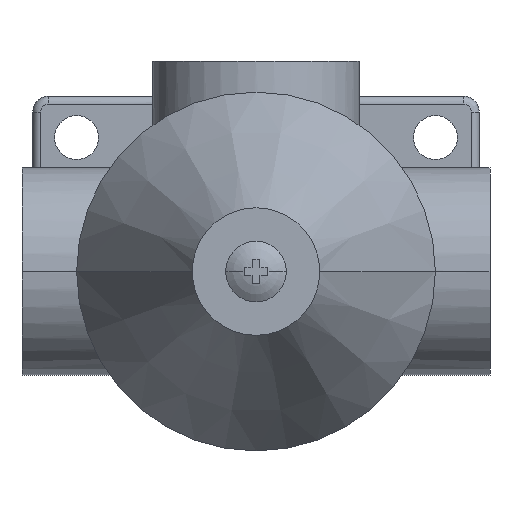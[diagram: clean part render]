
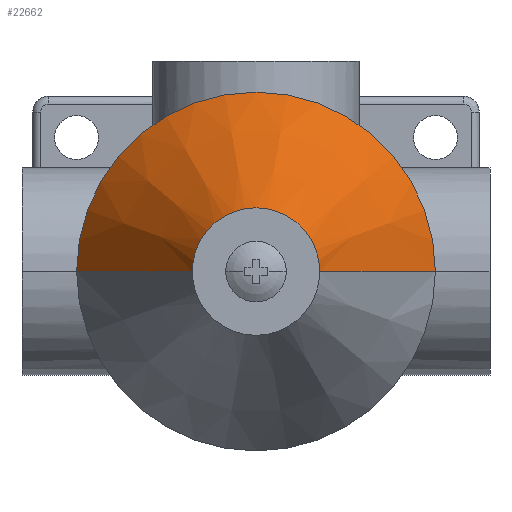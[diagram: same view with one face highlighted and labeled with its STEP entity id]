
A CAD part, front view. The second image highlights one B-rep face of the part: STEP entity #22662.
In plain terms, the highlighted conical face has half-angle 30.114 degrees and reference radius 15.25 mm.
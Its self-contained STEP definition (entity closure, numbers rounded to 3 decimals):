
#22488=DIRECTION('',(-0.502,-0.865,0.));
#22489=VECTOR('',#22488,28.901);
#22490=CARTESIAN_POINT('',(-8.,70.,0.));
#22491=LINE('',#22490,#22489);
#22492=CARTESIAN_POINT('',(0.,70.,0.));
#22493=DIRECTION('',(0.,1.,0.));
#22494=DIRECTION('',(-1.,0.,0.));
#22495=AXIS2_PLACEMENT_3D('',#22492,#22493,#22494);
#22497=DIRECTION('',(0.502,-0.865,0.));
#22498=VECTOR('',#22497,28.901);
#22499=CARTESIAN_POINT('',(8.,70.,0.));
#22500=LINE('',#22499,#22498);
#22515=CARTESIAN_POINT('',(0.,45.,0.));
#22516=DIRECTION('',(0.,1.,0.));
#22517=DIRECTION('',(-1.,0.,0.));
#22518=AXIS2_PLACEMENT_3D('',#22515,#22516,#22517);
#22598=CARTESIAN_POINT('',(-8.,70.,0.));
#22599=CARTESIAN_POINT('',(-22.5,45.,0.));
#22600=VERTEX_POINT('',#22598);
#22601=VERTEX_POINT('',#22599);
#22604=CARTESIAN_POINT('',(8.,70.,0.));
#22605=CARTESIAN_POINT('',(22.5,45.,0.));
#22606=VERTEX_POINT('',#22604);
#22607=VERTEX_POINT('',#22605);
#22648=CARTESIAN_POINT('',(0.,57.5,0.));
#22649=DIRECTION('',(0.,-1.,0.));
#22650=DIRECTION('',(-1.,0.,0.));
#22651=AXIS2_PLACEMENT_3D('',#22648,#22649,#22650);
#22652=CONICAL_SURFACE('',#22651,15.25,30.114);
#22654=ORIENTED_EDGE('',*,*,#22653,.F.);
#22655=ORIENTED_EDGE('',*,*,#22635,.T.);
#22657=ORIENTED_EDGE('',*,*,#22656,.T.);
#22659=ORIENTED_EDGE('',*,*,#22658,.F.);
#22660=EDGE_LOOP('',(#22654,#22655,#22657,#22659));
#22661=FACE_OUTER_BOUND('',#22660,.F.);
#22496=CIRCLE('',#22495,8.);
#22519=CIRCLE('',#22518,22.5);
#22635=EDGE_CURVE('',#22600,#22606,#22496,.T.);
#22653=EDGE_CURVE('',#22600,#22601,#22491,.T.);
#22656=EDGE_CURVE('',#22606,#22607,#22500,.T.);
#22658=EDGE_CURVE('',#22601,#22607,#22519,.T.);
#22662=ADVANCED_FACE('',(#22661),#22652,.T.);
